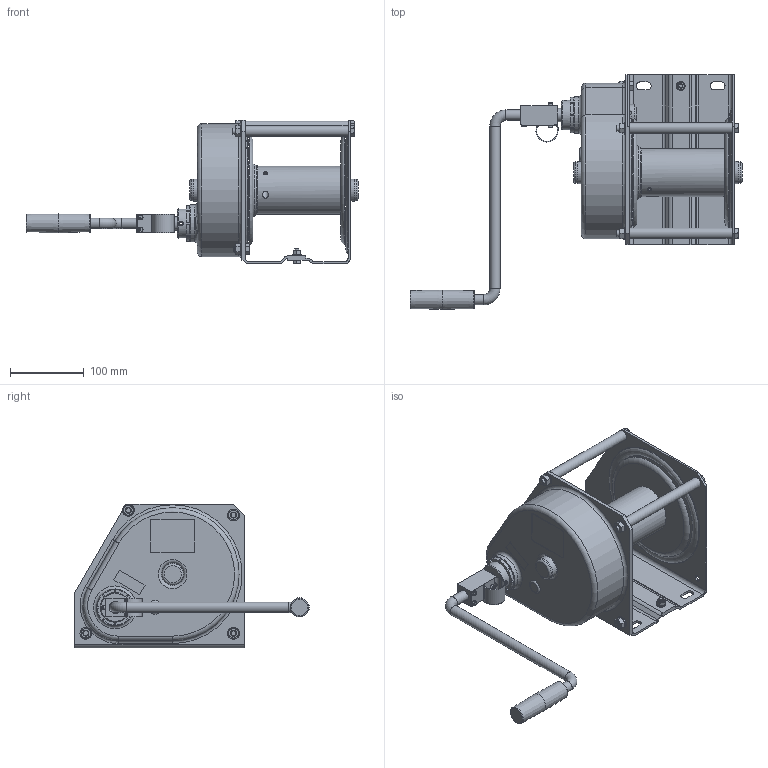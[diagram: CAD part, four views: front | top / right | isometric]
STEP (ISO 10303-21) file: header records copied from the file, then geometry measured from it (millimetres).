
FILE_DESCRIPTION(('STEP AP214'),'1');
FILE_NAME('PMH Vinsch 4585-750.stp','2013-06-28T09:19:40',(' '),(' '),'Spatial InterOp 3D',' ',' ');
FILE_SCHEMA(('automotive_design'));
Length unit declared in the file: millimetre
Products named in the file (3): PMH Vinsch 4585-750; 2; 1
Assembly tree (2 placements, depth 2):
  PMH Vinsch 4585-750
    2
    1
Bounding box: 449.69 x 317.56 x 195 mm (x, y, z)
Volume: 2953197.7 mm3; surface area: 421065.6 mm2
Topology: 2 solids, 2 shells, 567 faces, 1393 edges, 876 vertices
Faces by surface type: plane 279, cone 136, cylinder 105, torus 37, bspline 10
Full cylindrical faces by diameter (mm): 6 x4, 8 x5, 8.5 x2, 12 x2, 14 x5, 16 x4, 18 x1, 18.5 x1, 22 x1, 23.2 x1, 29 x1, 30 x2, 36 x2, 40 x2, 50 x1, 52 x1, 65 x1
Entity records: 33006 total; most frequent: CARTESIAN_POINT 15762, ORIENTED_EDGE 2554, DIRECTION 2546, EDGE_CURVE 1277, AXIS2_PLACEMENT_3D 988, VERTEX_POINT 854, EDGE_LOOP 730, FACE_OUTER_BOUND 635
